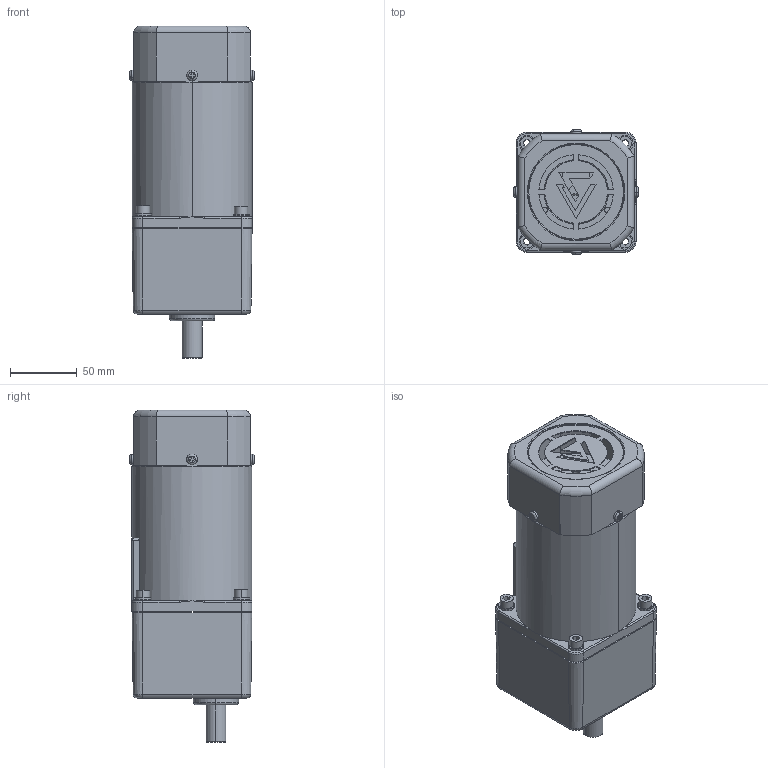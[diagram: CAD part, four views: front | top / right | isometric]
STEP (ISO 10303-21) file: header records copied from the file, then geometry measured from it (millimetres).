
FILE_DESCRIPTION (( 'STEP AP203' ), '1' );
FILE_NAME ('5IK90.120(R)GU-CF+眊极.STEP', '2022-08-25T03:05:25', ( '' ), ( 'Microsoft' ), 'SwSTEP 2.0', 'SolidWorks 2020', '' );
FILE_SCHEMA (( 'CONFIG_CONTROL_DESIGN' ));
Length unit declared in the file: millimetre
Products named in the file (1): 5IK90.120(R)GU-CF+眊极
Bounding box: 93.4 x 93.4 x 249 mm (x, y, z)
Surface area: 138010.3 mm2 (no closed solid volume)
Topology: 0 solids, 19 shells, 335 faces, 926 edges, 610 vertices
Faces by surface type: plane 151, cylinder 106, torus 36, cone 34, bspline 8
Entity records: 11633 total; most frequent: CARTESIAN_POINT 2904, DIRECTION 1900, ORIENTED_EDGE 1616, EDGE_CURVE 918, AXIS2_PLACEMENT_3D 700, VERTEX_POINT 610, LINE 500, VECTOR 500
